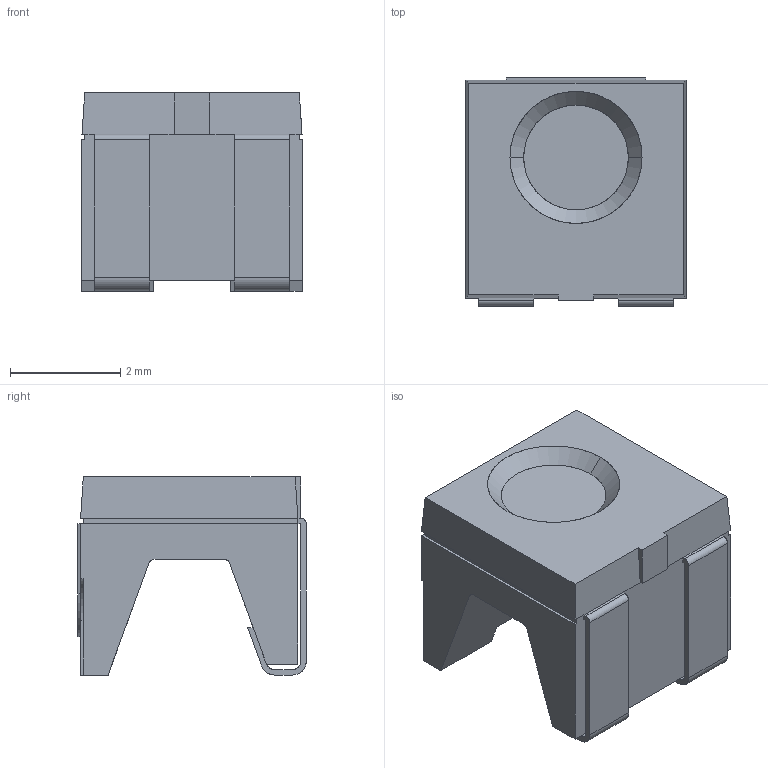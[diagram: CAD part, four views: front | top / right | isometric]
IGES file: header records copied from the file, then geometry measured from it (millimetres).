
Start section: SolidWorks IGES file using analytic representation for surfaces
Global section: file name: AA4040.IGS; native system: SolidWorks 2014; preprocessor: SolidWorks 2014; author: evant; date: 200129.145201; units: millimetre
Bounding box: 4 x 4.15 x 3.6 mm (x, y, z)
Surface area: 115.3 mm2 (no closed solid volume)
Topology: 0 solids, 0 shells, 95 faces, 726 edges, 726 vertices
Faces by surface type: bspline 74, revolution 21
